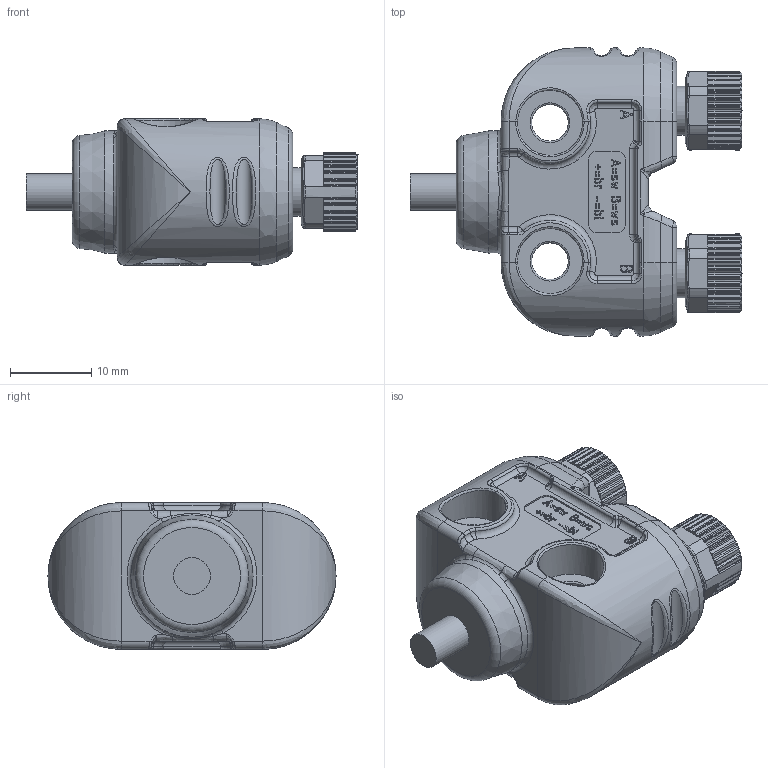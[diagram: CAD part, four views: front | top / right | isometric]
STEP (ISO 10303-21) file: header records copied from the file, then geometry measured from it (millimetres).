
FILE_DESCRIPTION(/* description */ (''),/* implementation_level */ '2;1');
FILE_NAME(/* name */ '79-5232-XXX-04_002_00.stp',/* time_stamp */ '2013-12-10T14:56:57+01:00',/* author */ (''),/* organization */ (''),/* preprocessor_version */ 'ST-DEVELOPER v14',/* originating_system */ 'SIEMENS PLM Software NX 8.0',/* authorisation */ '');
FILE_SCHEMA (('AP203_CONFIGURATION_CONTROLLED_3D_DESIGN_OF_MECHANICAL_PARTS_AND_ASSEMBLIES_MIM_LF { 1 0 10303 403 2 1 2}'));
Length unit declared in the file: millimetre
Products named in the file (1): umae05408DABl85n
Bounding box: 40.8 x 35.4 x 18 mm (x, y, z)
Volume: 11467.2 mm3; surface area: 5006.6 mm2
Topology: 1 solids, 1 shells, 934 faces, 2379 edges, 1489 vertices
Faces by surface type: plane 354, cylinder 264, bspline 106, extrusion 100, cone 59, torus 47, sphere 4
Full cylindrical faces by diameter (mm): 1.05 x6, 4.5 x3, 5.65 x2, 6 x2, 7.1 x2, 8 x4, 8.4 x2, 15 x1
Entity records: 34138 total; most frequent: CARTESIAN_POINT 13655, ORIENTED_EDGE 4554, DIRECTION 3582, EDGE_CURVE 2277, VERTEX_POINT 1461, AXIS2_PLACEMENT_3D 1314, EDGE_LOOP 1054, VECTOR 954
